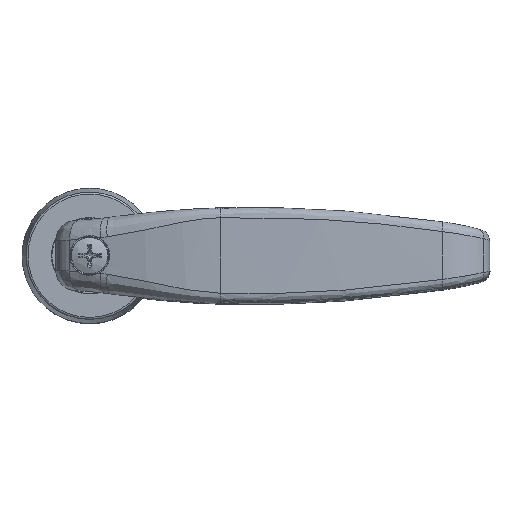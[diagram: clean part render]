
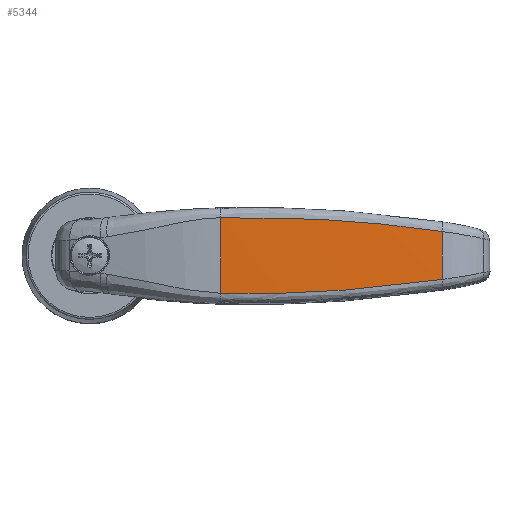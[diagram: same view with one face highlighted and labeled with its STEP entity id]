
A CAD part, top view. The second image highlights one B-rep face of the part: STEP entity #5344.
In plain terms, the highlighted cylindrical face has radius 516 mm (diameter 1032 mm), a partial arc.
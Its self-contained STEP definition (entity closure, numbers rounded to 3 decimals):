
#175=B_SPLINE_CURVE_WITH_KNOTS('',3,(#10350,#10351,#10352,#10353),
 .UNSPECIFIED.,.F.,.F.,(4,4),(-5.553,0.),.UNSPECIFIED.);
#186=B_SPLINE_CURVE_WITH_KNOTS('',3,(#10752,#10753,#10754,#10755,#10756),
 .UNSPECIFIED.,.F.,.F.,(4,1,4),(-5.553,-3.173,0.),
 .UNSPECIFIED.);
#734=CYLINDRICAL_SURFACE('',#5883,516.);
#923=FACE_OUTER_BOUND('',#1283,.T.);
#1283=EDGE_LOOP('',(#4097,#4098,#4099,#4100));
#1585=LINE('',#10706,#1767);
#1586=LINE('',#10751,#1768);
#1767=VECTOR('',#6608,10.);
#1768=VECTOR('',#6611,10.);
#2344=VERTEX_POINT('',#10316);
#2346=VERTEX_POINT('',#10349);
#2355=VERTEX_POINT('',#10705);
#2357=VERTEX_POINT('',#10750);
#2966=EDGE_CURVE('',#2344,#2346,#175,.T.);
#2983=EDGE_CURVE('',#2355,#2346,#1585,.T.);
#2986=EDGE_CURVE('',#2344,#2357,#1586,.T.);
#2987=EDGE_CURVE('',#2355,#2357,#186,.T.);
#4097=ORIENTED_EDGE('',*,*,#2966,.F.);
#4098=ORIENTED_EDGE('',*,*,#2986,.T.);
#4099=ORIENTED_EDGE('',*,*,#2987,.F.);
#4100=ORIENTED_EDGE('',*,*,#2983,.T.);
#5344=ADVANCED_FACE('',(#923),#734,.T.);
#5883=AXIS2_PLACEMENT_3D('',#10749,#6609,#6610);
#6608=DIRECTION('',(0.,0.,-1.));
#6609=DIRECTION('center_axis',(0.,0.,1.));
#6610=DIRECTION('ref_axis',(0.03,1.,0.));
#6611=DIRECTION('',(0.,0.,1.));
#10316=CARTESIAN_POINT('',(-96.999,21.432,-6.));
#10349=CARTESIAN_POINT('',(-41.393,22.77,-9.49));
#10350=CARTESIAN_POINT('Ctrl Pts',(-96.999,21.432,-6.));
#10351=CARTESIAN_POINT('Ctrl Pts',(-78.656,22.865,-8.723));
#10352=CARTESIAN_POINT('Ctrl Pts',(-59.981,23.325,-9.9));
#10353=CARTESIAN_POINT('Ctrl Pts',(-41.393,22.77,-9.49));
#10705=CARTESIAN_POINT('',(-41.393,22.77,9.49));
#10706=CARTESIAN_POINT('',(-41.393,22.77,0.));
#10749=CARTESIAN_POINT('Origin',(-56.799,-493.,0.));
#10750=CARTESIAN_POINT('',(-96.999,21.432,6.));
#10751=CARTESIAN_POINT('',(-96.999,21.432,0.));
#10752=CARTESIAN_POINT('Ctrl Pts',(-41.393,22.77,9.49));
#10753=CARTESIAN_POINT('Ctrl Pts',(-49.359,23.008,9.666));
#10754=CARTESIAN_POINT('Ctrl Pts',(-67.995,23.132,9.4));
#10755=CARTESIAN_POINT('Ctrl Pts',(-86.518,22.251,7.556));
#10756=CARTESIAN_POINT('Ctrl Pts',(-96.999,21.432,6.));
